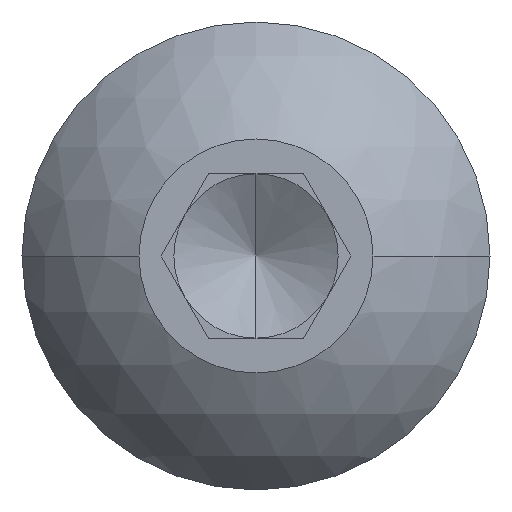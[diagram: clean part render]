
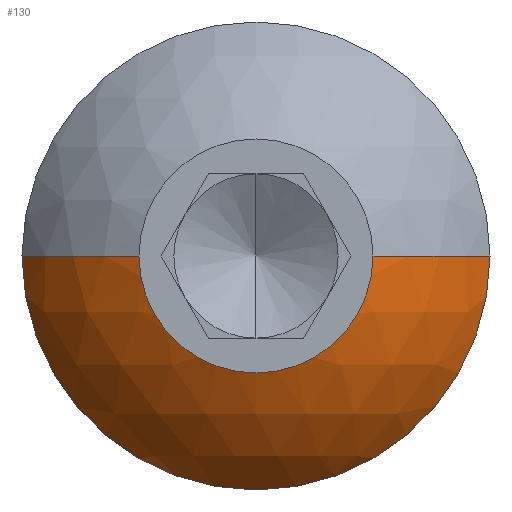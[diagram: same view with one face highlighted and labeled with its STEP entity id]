
A CAD part, left-side view. The second image highlights one B-rep face of the part: STEP entity #130.
In plain terms, the highlighted spherical face has radius 3.351 mm.
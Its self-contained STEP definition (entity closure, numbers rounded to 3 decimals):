
#7 = AXIS2_PLACEMENT_3D ( 'NONE', #51, #287, #517 ) ;
#21 = CARTESIAN_POINT ( 'NONE',  ( 0., 0., 0. ) ) ;
#51 = CARTESIAN_POINT ( 'NONE',  ( 1.27, 0., 0. ) ) ;
#54 = EDGE_CURVE ( 'NONE', #153, #693, #700, .T. ) ;
#60 = DIRECTION ( 'NONE',  ( 1., 0., 0. ) ) ;
#87 = ORIENTED_EDGE ( 'NONE', *, *, #54, .T. ) ;
#100 = CARTESIAN_POINT ( 'NONE',  ( 1.27, 0., -2.85 ) ) ;
#106 = DIRECTION ( 'NONE',  ( 0., 1., 0. ) ) ;
#107 = DIRECTION ( 'NONE',  ( 0., 0., 1. ) ) ;
#109 = FACE_OUTER_BOUND ( 'NONE', #302, .T. ) ;
#125 = AXIS2_PLACEMENT_3D ( 'NONE', #166, #159, #106 ) ;
#130 = ADVANCED_FACE ( 'NONE', ( #109 ), #763, .T. ) ;
#137 = ORIENTED_EDGE ( 'NONE', *, *, #368, .T. ) ;
#153 = VERTEX_POINT ( 'NONE', #422 ) ;
#155 = CARTESIAN_POINT ( 'NONE',  ( 0., -1.425, 0. ) ) ;
#159 = DIRECTION ( 'NONE',  ( 0., 0., -1. ) ) ;
#166 = CARTESIAN_POINT ( 'NONE',  ( 3.033, 0., 0. ) ) ;
#169 = DIRECTION ( 'NONE',  ( 0., 1., 0. ) ) ;
#189 = AXIS2_PLACEMENT_3D ( 'NONE', #251, #426, #60 ) ;
#192 = EDGE_CURVE ( 'NONE', #246, #546, #419, .T. ) ;
#220 = ORIENTED_EDGE ( 'NONE', *, *, #192, .F. ) ;
#238 = AXIS2_PLACEMENT_3D ( 'NONE', #405, #464, #169 ) ;
#246 = VERTEX_POINT ( 'NONE', #417 ) ;
#251 = CARTESIAN_POINT ( 'NONE',  ( 3.033, 0., 0. ) ) ;
#265 = DIRECTION ( 'NONE',  ( 0., 0., 1. ) ) ;
#287 = DIRECTION ( 'NONE',  ( -1., 0., 0. ) ) ;
#302 = EDGE_LOOP ( 'NONE', ( #137, #471, #87, #364, #220 ) ) ;
#364 = ORIENTED_EDGE ( 'NONE', *, *, #633, .F. ) ;
#368 = EDGE_CURVE ( 'NONE', #246, #738, #397, .T. ) ;
#377 = DIRECTION ( 'NONE',  ( -1., 0., 0. ) ) ;
#397 = CIRCLE ( 'NONE', #484, 2.85 ) ;
#405 = CARTESIAN_POINT ( 'NONE',  ( 3.033, 0., 0. ) ) ;
#417 = CARTESIAN_POINT ( 'NONE',  ( 1.27, 2.85, 0. ) ) ;
#418 = CIRCLE ( 'NONE', #7, 2.85 ) ;
#419 = CIRCLE ( 'NONE', #189, 3.351 ) ;
#422 = CARTESIAN_POINT ( 'NONE',  ( 1.27, -2.85, 0. ) ) ;
#426 = DIRECTION ( 'NONE',  ( 0., 0., 1. ) ) ;
#453 = CARTESIAN_POINT ( 'NONE',  ( 0., 1.425, 0. ) ) ;
#464 = DIRECTION ( 'NONE',  ( 0., 0., -1. ) ) ;
#471 = ORIENTED_EDGE ( 'NONE', *, *, #616, .T. ) ;
#484 = AXIS2_PLACEMENT_3D ( 'NONE', #506, #377, #107 ) ;
#504 = AXIS2_PLACEMENT_3D ( 'NONE', #21, #737, #265 ) ;
#506 = CARTESIAN_POINT ( 'NONE',  ( 1.27, 0., 0. ) ) ;
#517 = DIRECTION ( 'NONE',  ( 0., 0., 1. ) ) ;
#546 = VERTEX_POINT ( 'NONE', #453 ) ;
#606 = CIRCLE ( 'NONE', #504, 1.425 ) ;
#616 = EDGE_CURVE ( 'NONE', #738, #153, #418, .T. ) ;
#633 = EDGE_CURVE ( 'NONE', #546, #693, #606, .T. ) ;
#693 = VERTEX_POINT ( 'NONE', #155 ) ;
#700 = CIRCLE ( 'NONE', #125, 3.351 ) ;
#737 = DIRECTION ( 'NONE',  ( -1., 0., 0. ) ) ;
#738 = VERTEX_POINT ( 'NONE', #100 ) ;
#763 = SPHERICAL_SURFACE ( 'NONE', #238, 3.351 ) ;
